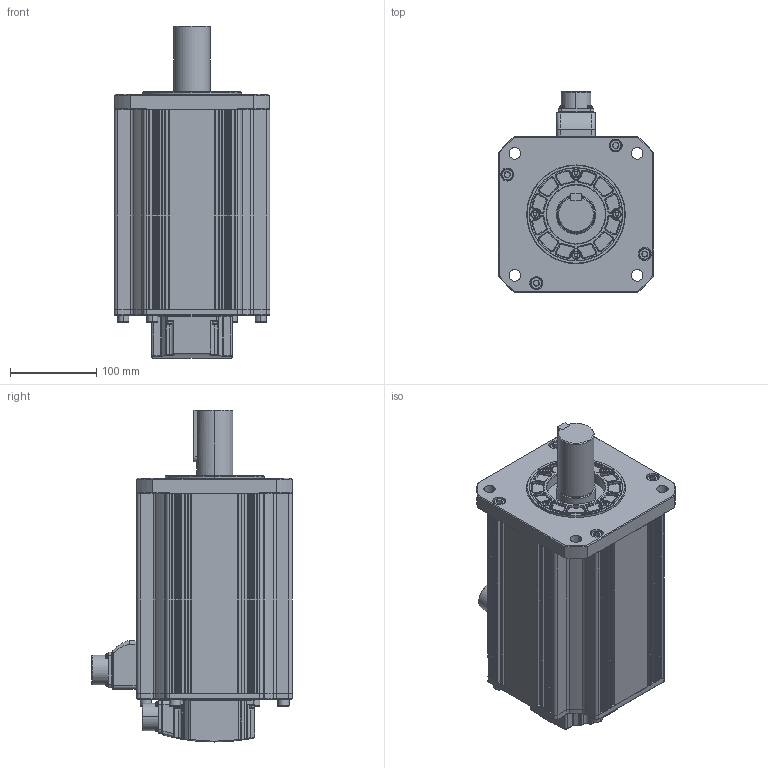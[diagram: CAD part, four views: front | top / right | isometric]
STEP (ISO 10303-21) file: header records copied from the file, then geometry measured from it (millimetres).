
FILE_DESCRIPTION (( 'STEP AP214' ), '1' );
FILE_NAME ('FMP18GA001G04_Out Line(APM-FFP75D_K) r1 nc fxt.STEP', '2022-02-17T13:35:30', ( '' ), ( '' ), 'SwSTEP 2.0', 'SolidWorks 2017', '' );
FILE_SCHEMA (( 'AUTOMOTIVE_DESIGN' ));
Length unit declared in the file: inch
Products named in the file (1): FMP18GA001G04_Out Line(APM-FFP75D_K) r1 nc fxt
Bounding box: 180 x 232.5 x 384.5 mm (x, y, z)
Volume: 7739070.9 mm3; surface area: 563823.8 mm2
Topology: 57 solids, 57 shells, 2355 faces, 5961 edges, 3786 vertices
Faces by surface type: cylinder 874, plane 795, bspline 320, cone 270, torus 96
Entity records: 84155 total; most frequent: CARTESIAN_POINT 27581, ORIENTED_EDGE 11798, DIRECTION 11608, EDGE_CURVE 5899, AXIS2_PLACEMENT_3D 4431, VERTEX_POINT 3786, VECTOR 2746, LINE 2746
